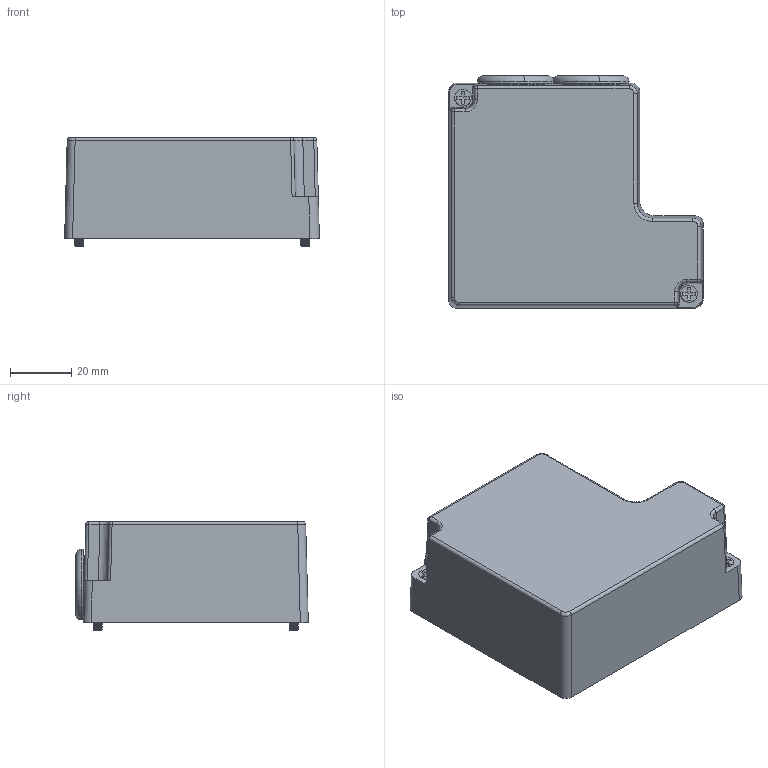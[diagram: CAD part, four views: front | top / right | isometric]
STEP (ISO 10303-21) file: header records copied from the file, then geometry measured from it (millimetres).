
FILE_DESCRIPTION(('CATIA V5 STEP Exchange'),'2;1');
FILE_NAME('5系列16位上盖单独 3D图.stp','2025-09-02T01:22:39+00:00',('none'),('none'),'CATIA Version 5 Release 20 GA (IN-10)','CATIA V5 STEP AP203','none');
FILE_SCHEMA(('CONFIG_CONTROL_DESIGN'));
Length unit declared in the file: millimetre
Products named in the file (1): Admi2438637Fn08j
Bounding box: 83.23 x 75.96 x 35.6 mm (x, y, z)
Volume: 32500.1 mm3; surface area: 30871.1 mm2
Topology: 1 solids, 3 shells, 325 faces, 913 edges, 586 vertices
Faces by surface type: cylinder 167, plane 118, bspline 16, cone 12, torus 8, sphere 4
Entity records: 14653 total; most frequent: CARTESIAN_POINT 7155, ORIENTED_EDGE 1818, DIRECTION 1114, EDGE_CURVE 909, VERTEX_POINT 586, VECTOR 463, LINE 463, AXIS2_PLACEMENT_3D 399
